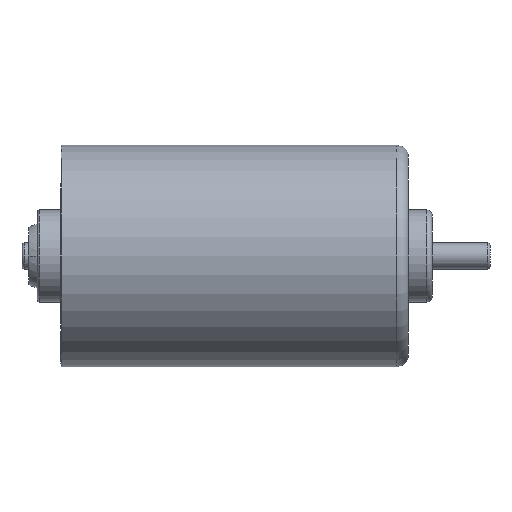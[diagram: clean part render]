
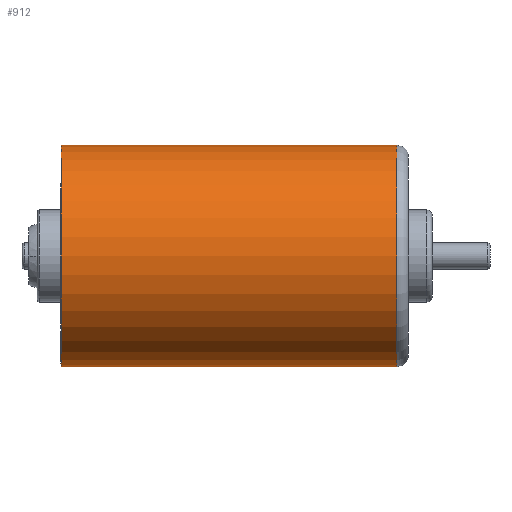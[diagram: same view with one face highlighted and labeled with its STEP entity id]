
A CAD part, front view. The second image highlights one B-rep face of the part: STEP entity #912.
In plain terms, the highlighted cylindrical face has radius 21.05 mm (diameter 42.1 mm), a partial arc.
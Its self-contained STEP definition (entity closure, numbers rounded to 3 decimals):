
#10 = EDGE_CURVE ( 'NONE', #2195, #2120, #1988, .T. ) ;
#174 = EDGE_LOOP ( 'NONE', ( #1407, #2786, #1442, #659 ) ) ;
#249 = DIRECTION ( 'NONE',  ( -1., 0., 0. ) ) ;
#304 = DIRECTION ( 'NONE',  ( 0., 0., 1. ) ) ;
#483 = AXIS2_PLACEMENT_3D ( 'NONE', #4150, #1913, #3742 ) ;
#529 = VECTOR ( 'NONE', #1987, 1000. ) ;
#659 = ORIENTED_EDGE ( 'NONE', *, *, #4190, .F. ) ;
#822 = DIRECTION ( 'NONE',  ( -1., 0., 0. ) ) ;
#823 = VERTEX_POINT ( 'NONE', #1112 ) ;
#912 = ADVANCED_FACE ( 'NONE', ( #3014 ), #1199, .T. ) ;
#1091 = AXIS2_PLACEMENT_3D ( 'NONE', #3480, #2624, #4431 ) ;
#1112 = CARTESIAN_POINT ( 'NONE',  ( -36.15, 0., 21.05 ) ) ;
#1170 = CARTESIAN_POINT ( 'NONE',  ( -29.85, 0., -21.05 ) ) ;
#1199 = CYLINDRICAL_SURFACE ( 'NONE', #1091, 21.05 ) ;
#1337 = CIRCLE ( 'NONE', #2391, 21.05 ) ;
#1407 = ORIENTED_EDGE ( 'NONE', *, *, #5075, .F. ) ;
#1442 = ORIENTED_EDGE ( 'NONE', *, *, #5719, .T. ) ;
#1537 = CARTESIAN_POINT ( 'NONE',  ( -29.85, 0., 21.05 ) ) ;
#1913 = DIRECTION ( 'NONE',  ( -1., 0., 0. ) ) ;
#1987 = DIRECTION ( 'NONE',  ( -1., 0., 0. ) ) ;
#1988 = CIRCLE ( 'NONE', #483, 21.05 ) ;
#2120 = VERTEX_POINT ( 'NONE', #5484 ) ;
#2195 = VERTEX_POINT ( 'NONE', #5600 ) ;
#2391 = AXIS2_PLACEMENT_3D ( 'NONE', #2992, #822, #304 ) ;
#2624 = DIRECTION ( 'NONE',  ( -1., 0., 0. ) ) ;
#2786 = ORIENTED_EDGE ( 'NONE', *, *, #10, .T. ) ;
#2961 = LINE ( 'NONE', #1170, #3627 ) ;
#2992 = CARTESIAN_POINT ( 'NONE',  ( -36.15, 0., 0. ) ) ;
#3014 = FACE_OUTER_BOUND ( 'NONE', #174, .T. ) ;
#3400 = CARTESIAN_POINT ( 'NONE',  ( -36.15, 0., -21.05 ) ) ;
#3480 = CARTESIAN_POINT ( 'NONE',  ( -29.85, 0., 0. ) ) ;
#3627 = VECTOR ( 'NONE', #249, 1000. ) ;
#3742 = DIRECTION ( 'NONE',  ( 0., 0., 1. ) ) ;
#4150 = CARTESIAN_POINT ( 'NONE',  ( 27.65, 0., 0. ) ) ;
#4190 = EDGE_CURVE ( 'NONE', #5021, #823, #1337, .T. ) ;
#4431 = DIRECTION ( 'NONE',  ( 0., 0., 1. ) ) ;
#5021 = VERTEX_POINT ( 'NONE', #3400 ) ;
#5075 = EDGE_CURVE ( 'NONE', #2195, #5021, #2961, .T. ) ;
#5484 = CARTESIAN_POINT ( 'NONE',  ( 27.65, 0., 21.05 ) ) ;
#5515 = LINE ( 'NONE', #1537, #529 ) ;
#5600 = CARTESIAN_POINT ( 'NONE',  ( 27.65, 0., -21.05 ) ) ;
#5719 = EDGE_CURVE ( 'NONE', #2120, #823, #5515, .T. ) ;
